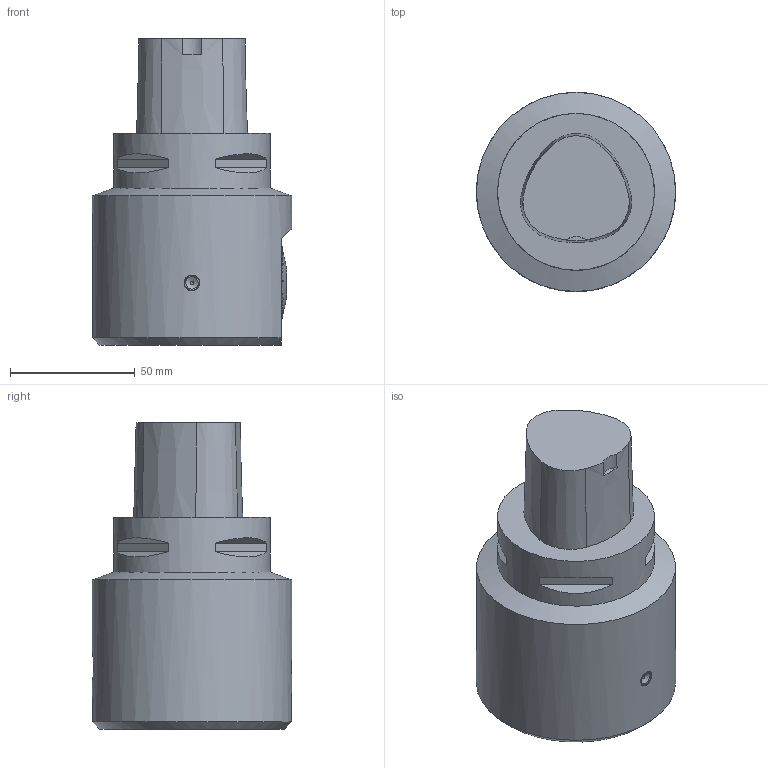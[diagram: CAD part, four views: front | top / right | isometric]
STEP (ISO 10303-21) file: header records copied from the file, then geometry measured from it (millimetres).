
FILE_DESCRIPTION(/* description */ (''),/* implementation_level */ '2;1');
FILE_NAME(/* name */ '1553671624056.stp',/* time_stamp */ '2019-03-27T08:27:23+01:00',/* author */ (''),/* organization */ ('SMS'),/* preprocessor_version */ 'ST-DEVELOPER v15',/* originating_system */ 'SIEMENS PLM Software NX 8.5',/* authorisation */ '');
FILE_SCHEMA (('AUTOMOTIVE_DESIGN { 1 0 10303 214 3 1 1 1 }'));
Length unit declared in the file: millimetre
Products named in the file (1): 111155491mod000_01
Bounding box: 80 x 80 x 123 mm (x, y, z)
Surface area: 35497.5 mm2 (no closed solid volume)
Topology: 0 solids, 1 shells, 315 faces, 959 edges, 723 vertices
Faces by surface type: plane 239, cone 64, cylinder 11, sphere 1
Full cylindrical faces by diameter (mm): 6 x2, 6.25 x1, 8.782 x1, 11.5 x1, 12 x1, 31.87 x1, 32 x1, 63 x1, 80 x1
Entity records: 11066 total; most frequent: CARTESIAN_POINT 2765, ORIENTED_EDGE 1734, DIRECTION 1509, EDGE_CURVE 867, VERTEX_POINT 586, AXIS2_PLACEMENT_3D 519, LINE 471, VECTOR 471
